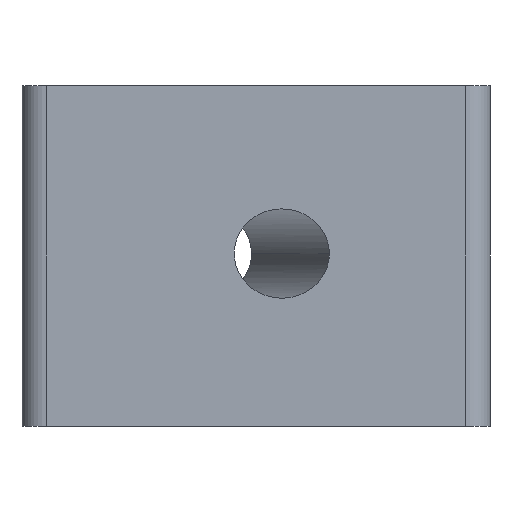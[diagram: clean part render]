
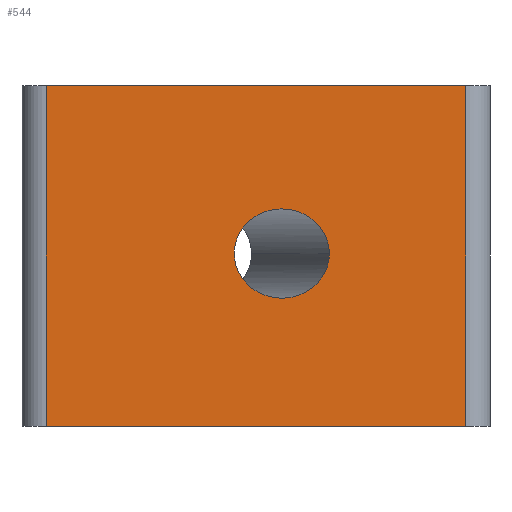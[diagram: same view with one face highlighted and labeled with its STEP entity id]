
A CAD part, front view. The second image highlights one B-rep face of the part: STEP entity #544.
In plain terms, the highlighted planar face has unit normal (0, -1, 0).
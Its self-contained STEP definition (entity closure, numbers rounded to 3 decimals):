
#20 = EDGE_CURVE ( 'NONE', #106, #149, #531, .T. ) ;
#27 = VECTOR ( 'NONE', #436, 1000. ) ;
#38 = DIRECTION ( 'NONE',  ( 1., 0., 0. ) ) ;
#53 = VERTEX_POINT ( 'NONE', #282 ) ;
#61 = FACE_OUTER_BOUND ( 'NONE', #424, .T. ) ;
#62 = VECTOR ( 'NONE', #329, 1000. ) ;
#68 = EDGE_CURVE ( 'NONE', #153, #296, #535, .T. ) ;
#74 = CARTESIAN_POINT ( 'NONE',  ( -2.226, -10.95, 9.394 ) ) ;
#76 = CARTESIAN_POINT ( 'NONE',  ( -2.226, -10.95, -8.894 ) ) ;
#106 = VERTEX_POINT ( 'NONE', #455 ) ;
#111 = CARTESIAN_POINT ( 'NONE',  ( 21.45, -10.95, 17.45 ) ) ;
#120 = DIRECTION ( 'NONE',  ( 0., 0., -1. ) ) ;
#125 = CARTESIAN_POINT ( 'NONE',  ( 7.505, -10.95, 0.25 ) ) ;
#126 = ORIENTED_EDGE ( 'NONE', *, *, #68, .T. ) ;
#128 = EDGE_CURVE ( 'NONE', #508, #296, #268, .T. ) ;
#133 = ORIENTED_EDGE ( 'NONE', *, *, #481, .T. ) ;
#146 = AXIS2_PLACEMENT_3D ( 'NONE', #370, #310, #257 ) ;
#149 = VERTEX_POINT ( 'NONE', #221 ) ;
#152 = LINE ( 'NONE', #218, #474 ) ;
#153 = VERTEX_POINT ( 'NONE', #165 ) ;
#165 = CARTESIAN_POINT ( 'NONE',  ( -21.45, -10.95, -17.45 ) ) ;
#218 = CARTESIAN_POINT ( 'NONE',  ( -21.45, -10.95, 17.45 ) ) ;
#221 = CARTESIAN_POINT ( 'NONE',  ( -2.226, -10.95, 0.25 ) ) ;
#251 = CARTESIAN_POINT ( 'NONE',  ( -2.226, -10.95, 0.25 ) ) ;
#257 = DIRECTION ( 'NONE',  ( 0., 0., 1. ) ) ;
#261 = PLANE ( 'NONE',  #146 ) ;
#264 = EDGE_CURVE ( 'NONE', #53, #508, #591, .T. ) ;
#268 = LINE ( 'NONE', #633, #62 ) ;
#282 = CARTESIAN_POINT ( 'NONE',  ( -21.45, -10.95, 17.45 ) ) ;
#296 = VERTEX_POINT ( 'NONE', #537 ) ;
#310 = DIRECTION ( 'NONE',  ( 0., 1., 0. ) ) ;
#311 = ORIENTED_EDGE ( 'NONE', *, *, #635, .F. ) ;
#329 = DIRECTION ( 'NONE',  ( 0., 0., -1. ) ) ;
#362 = CARTESIAN_POINT ( 'NONE',  ( 7.505, -10.95, 9.394 ) ) ;
#370 = CARTESIAN_POINT ( 'NONE',  ( -21.45, -10.95, 17.45 ) ) ;
#378 = CARTESIAN_POINT ( 'NONE',  ( 7.505, -10.95, -8.894 ) ) ;
#380 = ORIENTED_EDGE ( 'NONE', *, *, #264, .F. ) ;
#383 = ORIENTED_EDGE ( 'NONE', *, *, #20, .F. ) ;
#424 = EDGE_LOOP ( 'NONE', ( #126, #560, #380, #133 ) ) ;
#436 = DIRECTION ( 'NONE',  ( 1., 0., 0. ) ) ;
#442 = CARTESIAN_POINT ( 'NONE',  ( -21.45, -10.95, 17.45 ) ) ;
#453 = EDGE_LOOP ( 'NONE', ( #311, #383 ) ) ;
#455 = CARTESIAN_POINT ( 'NONE',  ( 7.505, -10.95, 0.25 ) ) ;
#474 = VECTOR ( 'NONE', #120, 1000. ) ;
#481 = EDGE_CURVE ( 'NONE', #53, #153, #152, .T. ) ;
#500 = CARTESIAN_POINT ( 'NONE',  ( 7.505, -10.95, 0.25 ) ) ;
#508 = VERTEX_POINT ( 'NONE', #111 ) ;
#531 =( BOUNDED_CURVE ( )  B_SPLINE_CURVE ( 3, ( #500, #362, #74, #251 ),
 .UNSPECIFIED., .F., .F. ) 
 B_SPLINE_CURVE_WITH_KNOTS ( ( 4, 4 ),
 ( 3.142, 6.283 ),
 .UNSPECIFIED. ) 
 CURVE ( )  GEOMETRIC_REPRESENTATION_ITEM ( )  RATIONAL_B_SPLINE_CURVE ( ( 1., 0.333, 0.333, 1. ) ) 
 REPRESENTATION_ITEM ( '' )  );
#535 = LINE ( 'NONE', #540, #564 ) ;
#537 = CARTESIAN_POINT ( 'NONE',  ( 21.45, -10.95, -17.45 ) ) ;
#540 = CARTESIAN_POINT ( 'NONE',  ( -21.45, -10.95, -17.45 ) ) ;
#544 = ADVANCED_FACE ( 'NONE', ( #562, #61 ), #261, .F. ) ;
#560 = ORIENTED_EDGE ( 'NONE', *, *, #128, .F. ) ;
#562 = FACE_BOUND ( 'NONE', #453, .T. ) ;
#564 = VECTOR ( 'NONE', #38, 1000. ) ;
#581 = CARTESIAN_POINT ( 'NONE',  ( -2.226, -10.95, 0.25 ) ) ;
#591 = LINE ( 'NONE', #442, #27 ) ;
#601 =( BOUNDED_CURVE ( )  B_SPLINE_CURVE ( 3, ( #581, #76, #378, #125 ),
 .UNSPECIFIED., .F., .T. ) 
 B_SPLINE_CURVE_WITH_KNOTS ( ( 4, 4 ),
 ( 0., 3.142 ),
 .UNSPECIFIED. ) 
 CURVE ( )  GEOMETRIC_REPRESENTATION_ITEM ( )  RATIONAL_B_SPLINE_CURVE ( ( 1., 0.333, 0.333, 1. ) ) 
 REPRESENTATION_ITEM ( '' )  );
#633 = CARTESIAN_POINT ( 'NONE',  ( 21.45, -10.95, 17.45 ) ) ;
#635 = EDGE_CURVE ( 'NONE', #149, #106, #601, .T. ) ;
